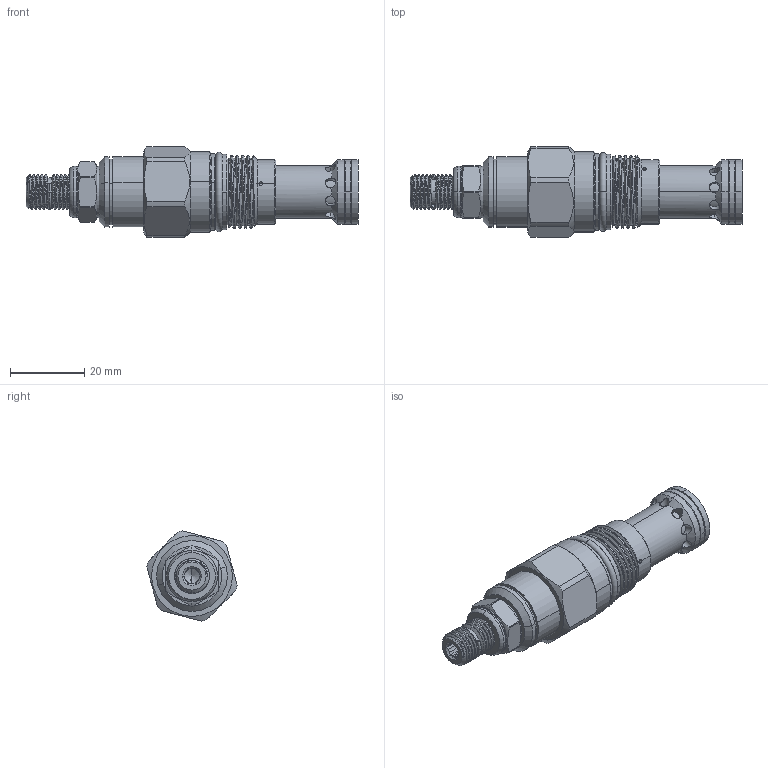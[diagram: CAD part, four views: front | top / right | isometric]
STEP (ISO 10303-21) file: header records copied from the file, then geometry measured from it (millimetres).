
FILE_DESCRIPTION (( 'STEP AP203' ), '1' );
FILE_NAME ('RP10A2G-L.STEP', '2020-03-24T01:10:04', ( '' ), ( '' ), 'SwSTEP 2.0', 'SolidWorks 2018', '' );
FILE_SCHEMA (( 'CONFIG_CONTROL_DESIGN' ));
Length unit declared in the file: millimetre
Products named in the file (1): RP10A2G-L
Bounding box: 89.51 x 24.31 x 24.31 mm (x, y, z)
Volume: 21763.2 mm3; surface area: 8735.8 mm2
Topology: 6 solids, 6 shells, 745 faces, 2047 edges, 1307 vertices
Faces by surface type: cylinder 564, cone 74, plane 64, torus 28, bspline 9, sphere 6
Entity records: 56521 total; most frequent: CARTESIAN_POINT 38547, ORIENTED_EDGE 4090, DIRECTION 2905, EDGE_CURVE 2045, VERTEX_POINT 1307, EDGE_LOOP 1144, AXIS2_PLACEMENT_3D 1119, B_SPLINE_CURVE_WITH_KNOTS 932
